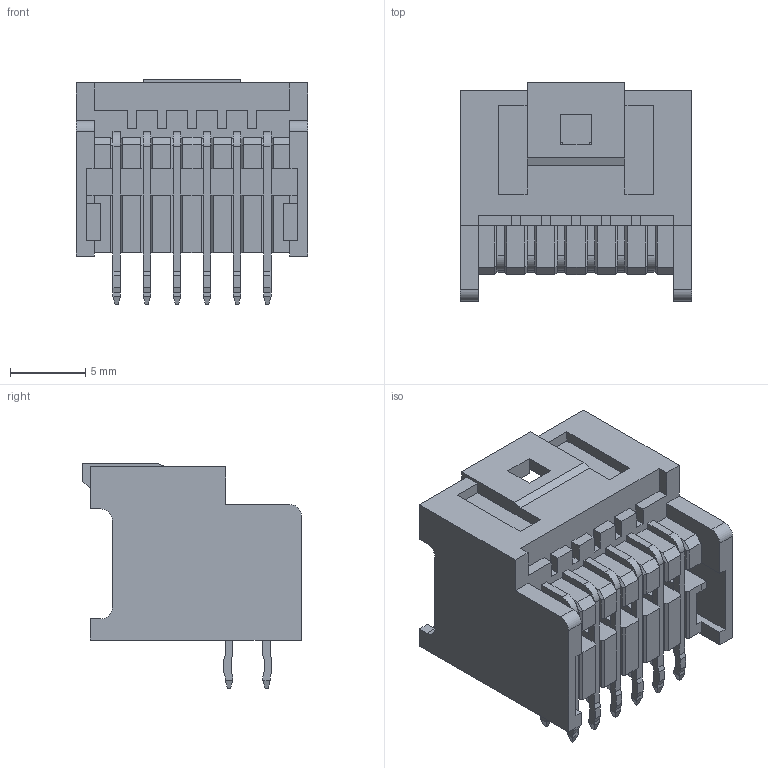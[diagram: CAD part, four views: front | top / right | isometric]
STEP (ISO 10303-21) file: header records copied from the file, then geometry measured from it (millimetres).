
FILE_DESCRIPTION(/* description */ ('Unknown'),/* implementation_level */ '2;1');
FILE_NAME(/* name */ 'J_Wurth_WR-WTB_62401221722',/* time_stamp */ '2025-05-28T15:54:33+08:00',/* author */ ('Unknown'),/* organization */ ('Unknown'),/* preprocessor_version */ 'ST-DEVELOPER v19.4',/* originating_system */ 'Solid Edge',/* authorisation */ 'Unknown');
FILE_SCHEMA (('AUTOMOTIVE_DESIGN {1 0 10303 214 3 1 1}'));
Length unit declared in the file: millimetre
Products named in the file (2): J_Wurth_WR-WTB_62401221722
Assembly tree (1 placements, depth 2):
  J_Wurth_WR-WTB_62401221722
    J_Wurth_WR-WTB_62401221722
Bounding box: 15.4 x 14.5 x 14.9 mm (x, y, z)
Volume: 881.2 mm3; surface area: 1985.2 mm2
Topology: 1 solids, 1 shells, 613 faces, 1652 edges, 1028 vertices
Faces by surface type: plane 595, cylinder 18
Entity records: 22941 total; most frequent: ORIENTED_EDGE 3304, CARTESIAN_POINT 3295, DIRECTION 2930, EDGE_CURVE 1652, LINE 1604, VECTOR 1604, VERTEX_POINT 1028, AXIS2_PLACEMENT_3D 663
